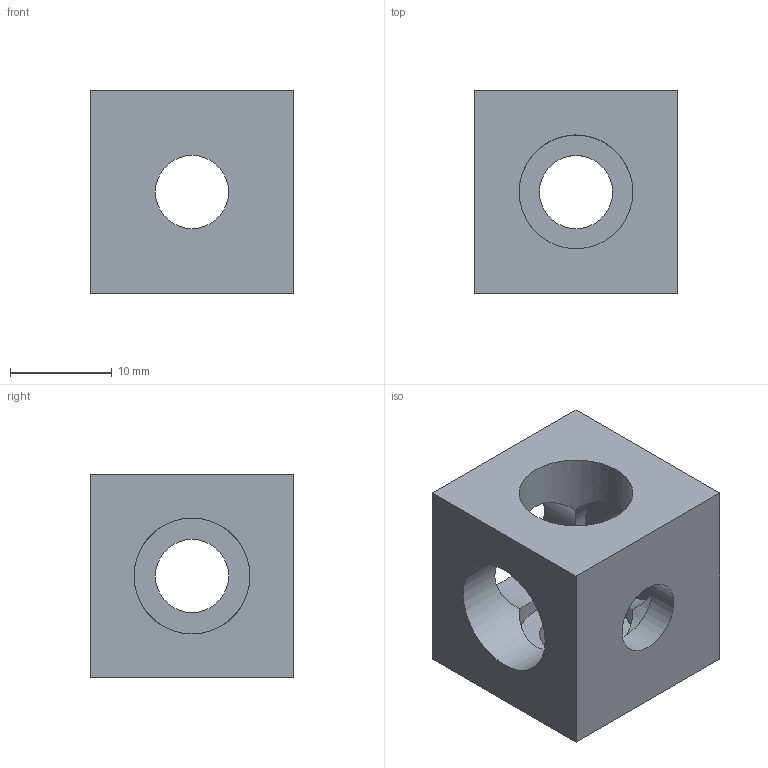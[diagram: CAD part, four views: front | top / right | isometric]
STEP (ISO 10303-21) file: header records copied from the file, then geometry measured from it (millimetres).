
FILE_DESCRIPTION(/* description */ (''),/* implementation_level */ '2;1');
FILE_NAME(/* name */ '2020CubeConnector.stp',/* time_stamp */ '2021-10-10T13:37:35+01:00',/* author */ ('cawle'),/* organization */ (''),/* preprocessor_version */ 'ST-DEVELOPER v18',/* originating_system */ 'Autodesk Inventor 2020',/* authorisation */ '');
FILE_SCHEMA (('AUTOMOTIVE_DESIGN { 1 0 10303 214 3 1 1 }'));
Length unit declared in the file: millimetre
Products named in the file (1): 2020CubeConnector
Bounding box: 20 x 20 x 20 mm (x, y, z)
Volume: 4571.2 mm3; surface area: 3087.4 mm2
Topology: 1 solids, 1 shells, 18 faces, 59 edges, 42 vertices
Faces by surface type: cylinder 9, plane 9
Full cylindrical faces by diameter (mm): 7.2 x3, 11.2 x4, 11.4 x2
Entity records: 848 total; most frequent: CARTESIAN_POINT 261, ORIENTED_EDGE 118, DIRECTION 109, EDGE_CURVE 59, AXIS2_PLACEMENT_3D 44, VERTEX_POINT 42, EDGE_LOOP 27, LINE 21
